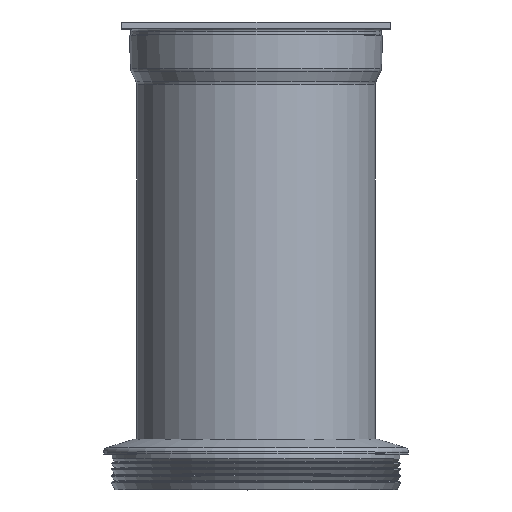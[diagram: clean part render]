
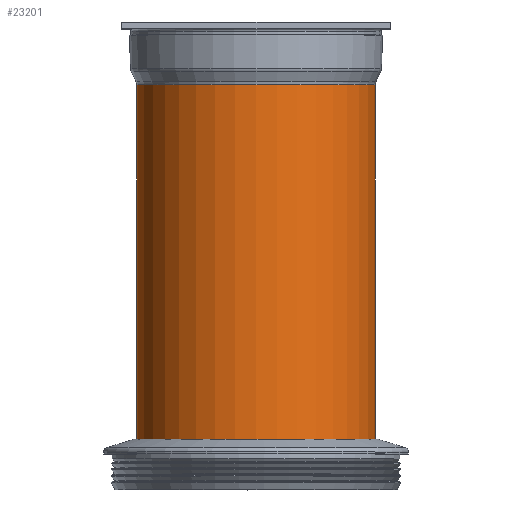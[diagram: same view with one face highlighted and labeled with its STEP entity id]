
A CAD part, top view. The second image highlights one B-rep face of the part: STEP entity #23201.
In plain terms, the highlighted cylindrical face has radius 157.5 mm (diameter 315 mm), a full revolution.
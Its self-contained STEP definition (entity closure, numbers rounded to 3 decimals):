
#2317=CYLINDRICAL_SURFACE('',#25794,157.5);
#3166=LINE('',#64070,#3934);
#3934=VECTOR('',#31558,157.5);
#5631=FACE_OUTER_BOUND('',#7216,.T.);
#7216=EDGE_LOOP('',(#21413,#21414,#21415,#21416,#21417,#21418));
#8748=CIRCLE('',#25792,157.5);
#8749=CIRCLE('',#25793,157.5);
#8750=CIRCLE('',#25795,157.5);
#8751=CIRCLE('',#25796,157.5);
#10859=VERTEX_POINT('',#64063);
#10860=VERTEX_POINT('',#64065);
#10861=VERTEX_POINT('',#64069);
#10862=VERTEX_POINT('',#64071);
#14380=EDGE_CURVE('',#10859,#10860,#8748,.T.);
#14381=EDGE_CURVE('',#10860,#10859,#8749,.T.);
#14382=EDGE_CURVE('',#10860,#10861,#3166,.T.);
#14383=EDGE_CURVE('',#10861,#10862,#8750,.T.);
#14384=EDGE_CURVE('',#10862,#10861,#8751,.T.);
#21413=ORIENTED_EDGE('',*,*,#14380,.F.);
#21414=ORIENTED_EDGE('',*,*,#14381,.F.);
#21415=ORIENTED_EDGE('',*,*,#14382,.T.);
#21416=ORIENTED_EDGE('',*,*,#14383,.T.);
#21417=ORIENTED_EDGE('',*,*,#14384,.T.);
#21418=ORIENTED_EDGE('',*,*,#14382,.F.);
#23201=ADVANCED_FACE('',(#5631),#2317,.T.);
#25792=AXIS2_PLACEMENT_3D('',#64066,#31552,#31553);
#25793=AXIS2_PLACEMENT_3D('',#64067,#31554,#31555);
#25794=AXIS2_PLACEMENT_3D('',#64068,#31556,#31557);
#25795=AXIS2_PLACEMENT_3D('',#64072,#31559,#31560);
#25796=AXIS2_PLACEMENT_3D('',#64073,#31561,#31562);
#31552=DIRECTION('center_axis',(0.,-1.,0.));
#31553=DIRECTION('ref_axis',(1.,0.,0.));
#31554=DIRECTION('center_axis',(0.,-1.,0.));
#31555=DIRECTION('ref_axis',(1.,0.,0.));
#31556=DIRECTION('center_axis',(0.,-1.,0.));
#31557=DIRECTION('ref_axis',(-1.,0.,0.));
#31558=DIRECTION('',(0.,1.,0.));
#31559=DIRECTION('center_axis',(0.,-1.,0.));
#31560=DIRECTION('ref_axis',(1.,0.,0.));
#31561=DIRECTION('center_axis',(0.,-1.,0.));
#31562=DIRECTION('ref_axis',(1.,0.,0.));
#64063=CARTESIAN_POINT('',(0.,9.448,157.5));
#64065=CARTESIAN_POINT('',(157.5,9.448,0.));
#64066=CARTESIAN_POINT('Origin',(0.,9.448,
0.));
#64067=CARTESIAN_POINT('Origin',(0.,9.448,
0.));
#64068=CARTESIAN_POINT('Origin',(0.,267.204,
0.));
#64069=CARTESIAN_POINT('',(157.5,534.409,0.));
#64070=CARTESIAN_POINT('',(157.5,267.204,0.));
#64071=CARTESIAN_POINT('',(0.,534.409,157.5));
#64072=CARTESIAN_POINT('Origin',(0.,534.409,
0.));
#64073=CARTESIAN_POINT('Origin',(0.,534.409,
0.));
